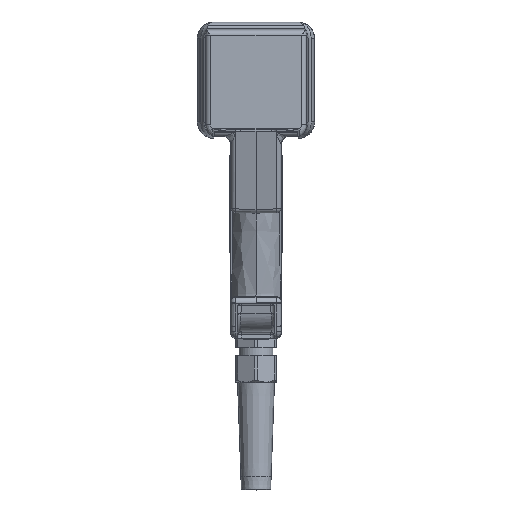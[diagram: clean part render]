
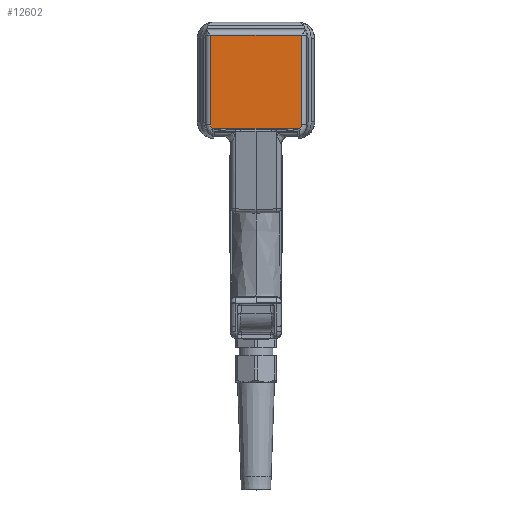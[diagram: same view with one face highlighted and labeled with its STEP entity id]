
A CAD part, top view. The second image highlights one B-rep face of the part: STEP entity #12602.
In plain terms, the highlighted planar face has unit normal (0, 0, 1).
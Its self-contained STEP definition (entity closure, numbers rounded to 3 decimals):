
#8967 = EDGE_CURVE ( 'NONE', #9498, #9513, #18501, .T. ) ;
#9007 = EDGE_CURVE ( 'NONE', #9777, #9776, #20182, .T. ) ;
#9008 = EDGE_CURVE ( 'NONE', #9778, #9777, #18517, .T. ) ;
#9009 = EDGE_CURVE ( 'NONE', #9513, #9776, #18518, .T. ) ;
#9010 = EDGE_CURVE ( 'NONE', #9774, #9498, #18519, .T. ) ;
#9011 = EDGE_CURVE ( 'NONE', #9774, #9775, #20185, .T. ) ;
#9012 = EDGE_CURVE ( 'NONE', #9775, #9771, #18520, .T. ) ;
#9013 = EDGE_CURVE ( 'NONE', #9771, #9773, #20184, .T. ) ;
#9014 = EDGE_CURVE ( 'NONE', #9773, #10063, #18521, .T. ) ;
#9015 = EDGE_CURVE ( 'NONE', #10063, #9778, #20186, .T. ) ;
#9327 = ORIENTED_EDGE ( 'NONE', *, *, #9008, .T. ) ;
#9328 = ORIENTED_EDGE ( 'NONE', *, *, #9009, .F. ) ;
#9329 = ORIENTED_EDGE ( 'NONE', *, *, #9007, .T. ) ;
#9330 = ORIENTED_EDGE ( 'NONE', *, *, #8967, .F. ) ;
#9331 = ORIENTED_EDGE ( 'NONE', *, *, #9010, .F. ) ;
#9332 = ORIENTED_EDGE ( 'NONE', *, *, #9012, .T. ) ;
#9333 = ORIENTED_EDGE ( 'NONE', *, *, #9011, .T. ) ;
#9334 = ORIENTED_EDGE ( 'NONE', *, *, #9013, .T. ) ;
#9335 = ORIENTED_EDGE ( 'NONE', *, *, #9014, .T. ) ;
#9336 = ORIENTED_EDGE ( 'NONE', *, *, #9015, .T. ) ;
#9498 = VERTEX_POINT ( 'NONE', #21411 ) ;
#9513 = VERTEX_POINT ( 'NONE', #21426 ) ;
#9771 = VERTEX_POINT ( 'NONE', #21684 ) ;
#9773 = VERTEX_POINT ( 'NONE', #21686 ) ;
#9774 = VERTEX_POINT ( 'NONE', #21687 ) ;
#9775 = VERTEX_POINT ( 'NONE', #21688 ) ;
#9776 = VERTEX_POINT ( 'NONE', #21689 ) ;
#9777 = VERTEX_POINT ( 'NONE', #21690 ) ;
#9778 = VERTEX_POINT ( 'NONE', #21691 ) ;
#10063 = VERTEX_POINT ( 'NONE', #21976 ) ;
#10550 = EDGE_LOOP ( 'NONE', ( #9327, #9329, #9328, #9330, #9331, #9333, #9332, #9334, #9335, #9336 ) ) ;
#12602 = ADVANCED_FACE ( 'NONE', ( #18619 ), #22574, .F. ) ;
#18501 = LINE ( 'NONE', #19713, #25858 ) ;
#18517 = LINE ( 'NONE', #19964, #20248 ) ;
#18518 = LINE ( 'NONE', #19966, #20249 ) ;
#18519 = LINE ( 'NONE', #19968, #20251 ) ;
#18520 = LINE ( 'NONE', #19980, #20253 ) ;
#18521 = LINE ( 'NONE', #19986, #20255 ) ;
#18619 = FACE_OUTER_BOUND ( 'NONE', #10550, .T. ) ;
#19713 = CARTESIAN_POINT ( 'NONE',  ( 25.05, -29.008, 42.5 ) ) ;
#19714 = DIRECTION ( 'NONE',  ( -1., 0., 0. ) ) ;
#19954 = CARTESIAN_POINT ( 'NONE',  ( -27.022, -26.736, 42.5 ) ) ;
#19955 = CARTESIAN_POINT ( 'NONE',  ( -27.022, -27.036, 42.5 ) ) ;
#19956 = CARTESIAN_POINT ( 'NONE',  ( -26.995, -27.332, 42.5 ) ) ;
#19957 = CARTESIAN_POINT ( 'NONE',  ( -26.89, -27.916, 42.5 ) ) ;
#19958 = CARTESIAN_POINT ( 'NONE',  ( -26.811, -28.204, 42.5 ) ) ;
#19959 = CARTESIAN_POINT ( 'NONE',  ( -26.602, -28.766, 42.5 ) ) ;
#19960 = CARTESIAN_POINT ( 'NONE',  ( -26.474, -29.034, 42.5 ) ) ;
#19961 = CARTESIAN_POINT ( 'NONE',  ( -26.172, -29.544, 42.5 ) ) ;
#19962 = CARTESIAN_POINT ( 'NONE',  ( -25.997, -29.788, 42.5 ) ) ;
#19963 = CARTESIAN_POINT ( 'NONE',  ( -25.8, -30.015, 42.5 ) ) ;
#19964 = CARTESIAN_POINT ( 'NONE',  ( -27.022, 34.75, 42.5 ) ) ;
#19965 = DIRECTION ( 'NONE',  ( 0., -1., 0. ) ) ;
#19966 = CARTESIAN_POINT ( 'NONE',  ( -25.798, -29.744, 42.5 ) ) ;
#19967 = DIRECTION ( 'NONE',  ( -0.009, -1., 0. ) ) ;
#19968 = CARTESIAN_POINT ( 'NONE',  ( 25.798, -29.744, 42.5 ) ) ;
#19969 = DIRECTION ( 'NONE',  ( -0.009, 1., 0. ) ) ;
#19970 = CARTESIAN_POINT ( 'NONE',  ( 25.8, -30.015, 42.5 ) ) ;
#19971 = CARTESIAN_POINT ( 'NONE',  ( 25.997, -29.788, 42.5 ) ) ;
#19972 = CARTESIAN_POINT ( 'NONE',  ( 26.172, -29.544, 42.5 ) ) ;
#19973 = CARTESIAN_POINT ( 'NONE',  ( 26.474, -29.034, 42.5 ) ) ;
#19974 = CARTESIAN_POINT ( 'NONE',  ( 26.602, -28.766, 42.5 ) ) ;
#19975 = CARTESIAN_POINT ( 'NONE',  ( 26.811, -28.204, 42.5 ) ) ;
#19976 = CARTESIAN_POINT ( 'NONE',  ( 26.89, -27.916, 42.5 ) ) ;
#19977 = CARTESIAN_POINT ( 'NONE',  ( 26.995, -27.332, 42.5 ) ) ;
#19978 = CARTESIAN_POINT ( 'NONE',  ( 27.022, -27.036, 42.5 ) ) ;
#19979 = CARTESIAN_POINT ( 'NONE',  ( 27.022, -26.736, 42.5 ) ) ;
#19980 = CARTESIAN_POINT ( 'NONE',  ( 27.022, 34.75, 42.5 ) ) ;
#19981 = DIRECTION ( 'NONE',  ( 0., 1., 0. ) ) ;
#19982 = CARTESIAN_POINT ( 'NONE',  ( 27.022, 26.736, 42.5 ) ) ;
#19983 = CARTESIAN_POINT ( 'NONE',  ( 27.022, 26.748, 42.5 ) ) ;
#19984 = CARTESIAN_POINT ( 'NONE',  ( 27.022, 26.76, 42.5 ) ) ;
#19985 = CARTESIAN_POINT ( 'NONE',  ( 27.022, 26.772, 42.5 ) ) ;
#19986 = CARTESIAN_POINT ( 'NONE',  ( -29.398, 26.772, 42.5 ) ) ;
#19987 = DIRECTION ( 'NONE',  ( -1., 0., 0. ) ) ;
#19988 = CARTESIAN_POINT ( 'NONE',  ( -27.022, 26.772, 42.5 ) ) ;
#19989 = CARTESIAN_POINT ( 'NONE',  ( -27.022, 26.76, 42.5 ) ) ;
#19990 = CARTESIAN_POINT ( 'NONE',  ( -27.022, 26.748, 42.5 ) ) ;
#19991 = CARTESIAN_POINT ( 'NONE',  ( -27.022, 26.736, 42.5 ) ) ;
#20182 = B_SPLINE_CURVE_WITH_KNOTS ( 'NONE', 3,
 ( #19954, #19955, #19956, #19957, #19958, #19959, #19960, #19961, #19962, #19963 ),
 .UNSPECIFIED., .F., .F.,
 ( 4, 2, 2, 2, 4 ),
 ( 0., 0.001, 0.002, 0.003, 0.004 ),
 .UNSPECIFIED. ) ;
#20184 = B_SPLINE_CURVE_WITH_KNOTS ( 'NONE', 3,
 ( #19982, #19983, #19984, #19985 ),
 .UNSPECIFIED., .F., .F.,
 ( 4, 4 ),
 ( 0., 0. ),
 .UNSPECIFIED. ) ;
#20185 = B_SPLINE_CURVE_WITH_KNOTS ( 'NONE', 3,
 ( #19970, #19971, #19972, #19973, #19974, #19975, #19976, #19977, #19978, #19979 ),
 .UNSPECIFIED., .F., .F.,
 ( 4, 2, 2, 2, 4 ),
 ( 0., 0.001, 0.002, 0.003, 0.004 ),
 .UNSPECIFIED. ) ;
#20186 = B_SPLINE_CURVE_WITH_KNOTS ( 'NONE', 3,
 ( #19988, #19989, #19990, #19991 ),
 .UNSPECIFIED., .F., .F.,
 ( 4, 4 ),
 ( 0., 0. ),
 .UNSPECIFIED. ) ;
#20248 = VECTOR ( 'NONE', #19965, 1000. ) ;
#20249 = VECTOR ( 'NONE', #19967, 1000. ) ;
#20251 = VECTOR ( 'NONE', #19969, 1000. ) ;
#20253 = VECTOR ( 'NONE', #19981, 1000. ) ;
#20255 = VECTOR ( 'NONE', #19987, 1000. ) ;
#20346 = AXIS2_PLACEMENT_3D ( 'NONE', #22575, #22576, #22577 ) ;
#21411 = CARTESIAN_POINT ( 'NONE',  ( 25.792, -29.008, 42.5 ) ) ;
#21426 = CARTESIAN_POINT ( 'NONE',  ( -25.792, -29.008, 42.5 ) ) ;
#21684 = CARTESIAN_POINT ( 'NONE',  ( 27.022, 26.736, 42.5 ) ) ;
#21686 = CARTESIAN_POINT ( 'NONE',  ( 27.022, 26.772, 42.5 ) ) ;
#21687 = CARTESIAN_POINT ( 'NONE',  ( 25.8, -30.015, 42.5 ) ) ;
#21688 = CARTESIAN_POINT ( 'NONE',  ( 27.022, -26.736, 42.5 ) ) ;
#21689 = CARTESIAN_POINT ( 'NONE',  ( -25.8, -30.015, 42.5 ) ) ;
#21690 = CARTESIAN_POINT ( 'NONE',  ( -27.022, -26.736, 42.5 ) ) ;
#21691 = CARTESIAN_POINT ( 'NONE',  ( -27.022, 26.736, 42.5 ) ) ;
#21976 = CARTESIAN_POINT ( 'NONE',  ( -27.022, 26.772, 42.5 ) ) ;
#22574 = PLANE ( 'NONE',  #20346 ) ;
#22575 = CARTESIAN_POINT ( 'NONE',  ( -29.97, 34.75, 42.5 ) ) ;
#22576 = DIRECTION ( 'NONE',  ( 0., 0., -1. ) ) ;
#22577 = DIRECTION ( 'NONE',  ( -1., 0., 0. ) ) ;
#25858 = VECTOR ( 'NONE', #19714, 1000. ) ;
